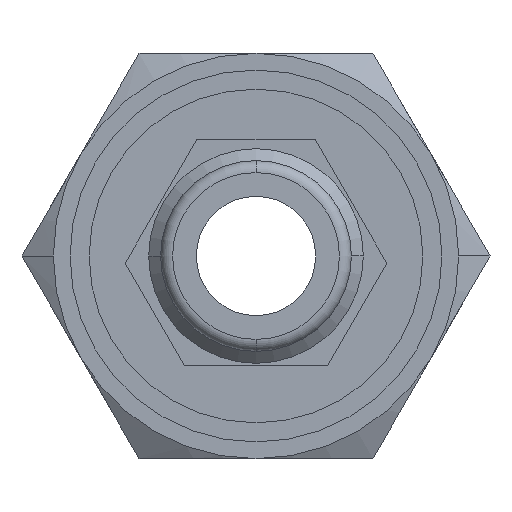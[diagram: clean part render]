
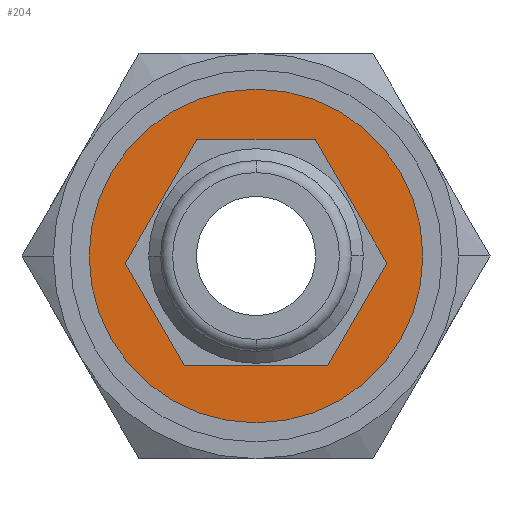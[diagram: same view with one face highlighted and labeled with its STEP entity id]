
A CAD part, front view. The second image highlights one B-rep face of the part: STEP entity #204.
In plain terms, the highlighted planar face has unit normal (0, -1, 0).
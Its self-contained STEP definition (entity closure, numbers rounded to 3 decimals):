
#204=ADVANCED_FACE('',(#414,#415),#416,.T.);
#414=FACE_OUTER_BOUND('',#621,.T.);
#415=FACE_BOUND('',#622,.T.);
#416=PLANE('',#623);
#621=EDGE_LOOP('',(#1126,#1127));
#622=EDGE_LOOP('',(#1128,#1129));
#623=AXIS2_PLACEMENT_3D('',#1130,#1131,#1132);
#1126=ORIENTED_EDGE('',*,*,#1242,.T.);
#1127=ORIENTED_EDGE('',*,*,#1208,.T.);
#1128=ORIENTED_EDGE('',*,*,#1278,.F.);
#1129=ORIENTED_EDGE('',*,*,#1324,.F.);
#1130=CARTESIAN_POINT('',(0.0,23.5,0.0));
#1131=DIRECTION('',(0.0,-1.0,0.0));
#1132=DIRECTION('',(-1.0,0.0,0.0));
#1208=EDGE_CURVE('',#1437,#1435,#1438,.T.);
#1242=EDGE_CURVE('',#1435,#1437,#1490,.T.);
#1278=EDGE_CURVE('',#1542,#1538,#1544,.T.);
#1324=EDGE_CURVE('',#1538,#1542,#1607,.T.);
#1435=VERTEX_POINT('',#1832);
#1437=VERTEX_POINT('',#1835);
#1438=CIRCLE('',#1836,7.0);
#1490=CIRCLE('',#1920,7.0);
#1538=VERTEX_POINT('',#2050);
#1542=VERTEX_POINT('',#2055);
#1544=CIRCLE('',#2058,4.5);
#1607=CIRCLE('',#2153,4.5);
#1832=CARTESIAN_POINT('',(7.0,23.5,0.0));
#1835=CARTESIAN_POINT('',(-7.0,23.5,0.));
#1836=AXIS2_PLACEMENT_3D('',#2295,#2296,#2297);
#1920=AXIS2_PLACEMENT_3D('',#2344,#2345,#2346);
#2050=CARTESIAN_POINT('',(4.5,23.5,0.));
#2055=CARTESIAN_POINT('',(-4.5,23.5,0.));
#2058=AXIS2_PLACEMENT_3D('',#2393,#2394,#2395);
#2153=AXIS2_PLACEMENT_3D('',#2460,#2461,#2462);
#2295=CARTESIAN_POINT('',(0.0,23.5,0.0));
#2296=DIRECTION('',(0.0,-1.0,0.0));
#2297=DIRECTION('',(1.0,0.0,0.0));
#2344=CARTESIAN_POINT('',(0.0,23.5,0.0));
#2345=DIRECTION('',(0.0,-1.0,0.0));
#2346=DIRECTION('',(1.0,0.0,0.0));
#2393=CARTESIAN_POINT('',(0.0,23.5,0.0));
#2394=DIRECTION('',(0.0,-1.0,0.0));
#2395=DIRECTION('',(1.0,0.0,0.0));
#2460=CARTESIAN_POINT('',(0.0,23.5,0.0));
#2461=DIRECTION('',(0.0,-1.0,0.0));
#2462=DIRECTION('',(1.0,0.0,0.0));
